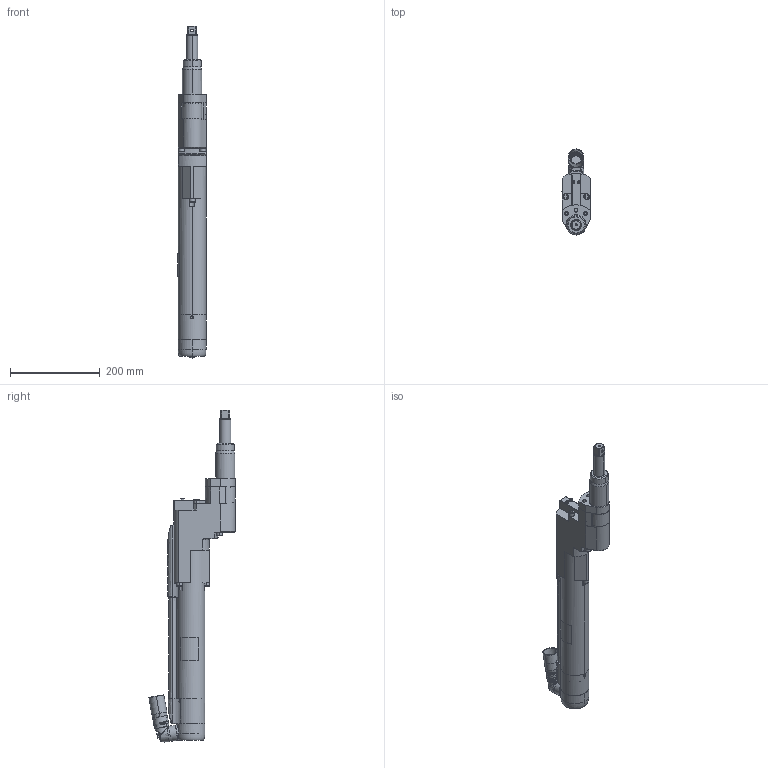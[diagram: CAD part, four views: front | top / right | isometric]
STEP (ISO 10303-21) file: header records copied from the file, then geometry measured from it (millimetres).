
FILE_DESCRIPTION((''),'2;1');
FILE_NAME('ASM0219_ASM','2023-03-24T13:15:34',('INEdipo'),(''),'CREO PARAMETRIC BY PTC INC, 2020281','CREO PARAMETRIC BY PTC INC, 2020281','');
FILE_SCHEMA(('CONFIG_CONTROL_DESIGN'));
Length unit declared in the file: inch
Products named in the file (7): EXT_COMP_SW0010_1_1; EXT_COMP_SW0010_1_2; EXT_COMP_SW0010_1_ASM; PRT0045; PRT0046; PRT0047; ASM0219_ASM
Assembly tree (6 placements, depth 3):
  ASM0219_ASM
    EXT_COMP_SW0010_1_ASM
      EXT_COMP_SW0010_1_1
      EXT_COMP_SW0010_1_2
    PRT0045
    PRT0046
    PRT0047
Bounding box: 62.47 x 192.06 x 738.56 mm (x, y, z)
Volume: 2538870.9 mm3; surface area: 264830.1 mm2
Topology: 5 solids, 6 shells, 1617 faces, 4505 edges, 2963 vertices
Faces by surface type: plane 727, cylinder 416, bspline 219, torus 163, cone 76, extrusion 7, sphere 5, revolution 4
Entity records: 63105 total; most frequent: CARTESIAN_POINT 23039, ORIENTED_EDGE 8988, DIRECTION 7559, EDGE_CURVE 4494, VERTEX_POINT 2963, AXIS2_PLACEMENT_3D 2822, VECTOR 1911, LINE 1904
